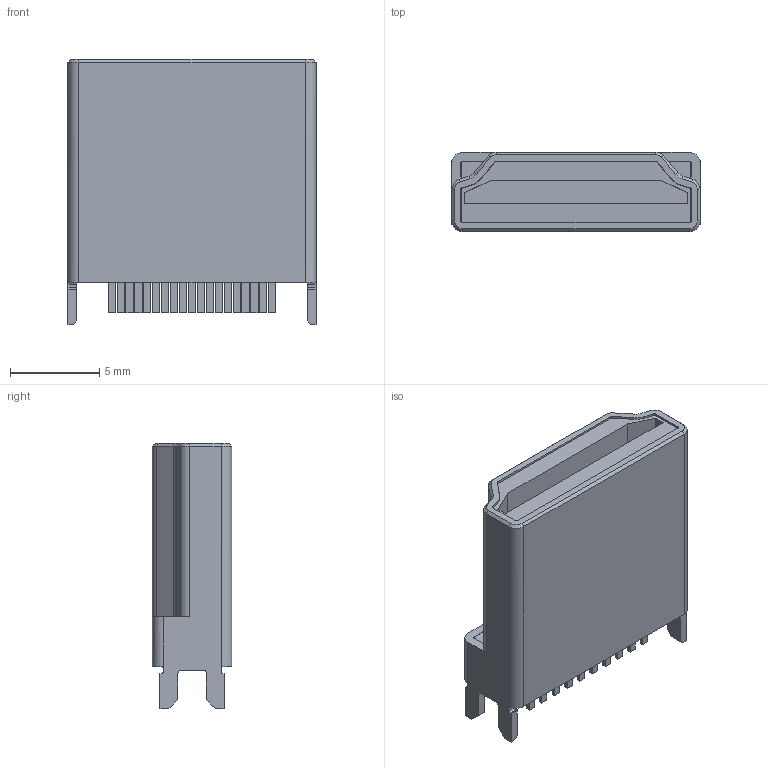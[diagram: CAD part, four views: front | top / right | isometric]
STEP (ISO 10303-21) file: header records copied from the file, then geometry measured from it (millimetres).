
FILE_DESCRIPTION (( 'STEP AP214' ), '1' );
FILE_NAME ('HDMI-TH_19P-P0.50-M_HDMI-19PM.step', '2022-06-24T04:01:24', ( '' ), ( '' ), 'SwSTEP 2.0', 'SolidWorks 2020', '' );
FILE_SCHEMA (( 'AUTOMOTIVE_DESIGN' ));
Length unit declared in the file: millimetre
Products named in the file (1): HDMI-TH_19P-P0.50-M_HDMI-19PM
Bounding box: 13.9 x 4.46 x 14.85 mm (x, y, z)
Volume: 643.3 mm3; surface area: 1523.9 mm2
Topology: 2 solids, 2 shells, 449 faces, 1201 edges, 790 vertices
Faces by surface type: plane 301, bspline 98, cylinder 42, cone 8
Entity records: 19473 total; most frequent: CARTESIAN_POINT 3891, ORIENTED_EDGE 2402, DIRECTION 1777, EDGE_CURVE 1201, LINE 913, VECTOR 913, VERTEX_POINT 790, EDGE_LOOP 489
